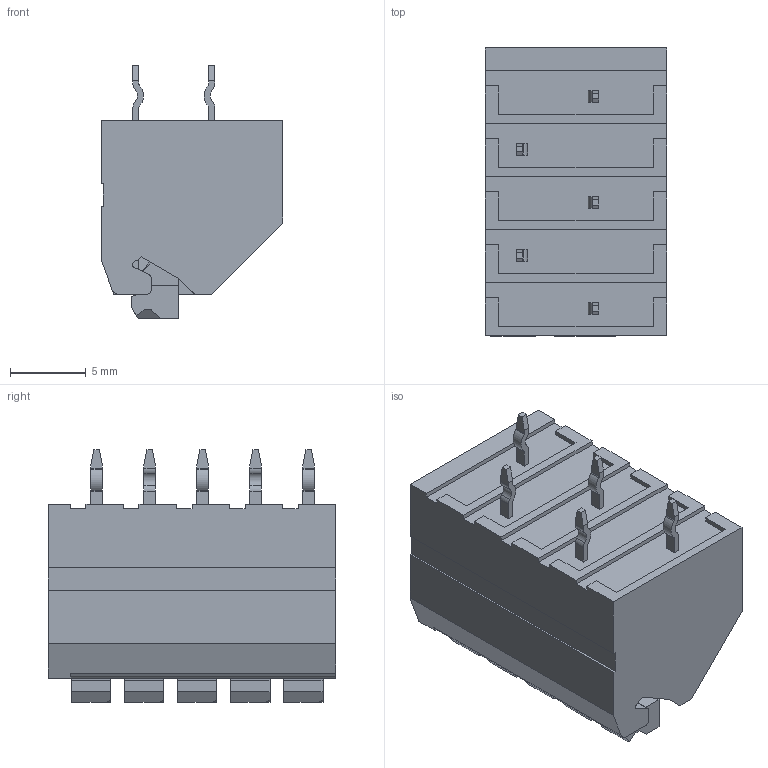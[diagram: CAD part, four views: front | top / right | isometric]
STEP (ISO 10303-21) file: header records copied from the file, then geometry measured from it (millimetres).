
FILE_DESCRIPTION((''),'2;1');
FILE_NAME('5P_ASM','2020-05-20T',('Administrator'),(''),'PRO/ENGINEER BY PARAMETRIC TECHNOLOGY CORPORATION, 2010020','PRO/ENGINEER BY PARAMETRIC TECHNOLOGY CORPORATION, 2010020','');
FILE_SCHEMA(('AUTOMOTIVE_DESIGN_CC2 { 1 2 10303 214 -1 1 5 2 }'));
Length unit declared in the file: millimetre
Products named in the file (1): 5P_ASM
Bounding box: 12 x 19 x 16.7 mm (x, y, z)
Volume: 2194.8 mm3; surface area: 1655.7 mm2
Topology: 1 solids, 1 shells, 349 faces, 1007 edges, 670 vertices
Faces by surface type: plane 278, cylinder 66, extrusion 5
Entity records: 11670 total; most frequent: CARTESIAN_POINT 2418, ORIENTED_EDGE 2014, DIRECTION 1777, EDGE_CURVE 1007, VECTOR 835, LINE 830, VERTEX_POINT 670, AXIS2_PLACEMENT_3D 471
